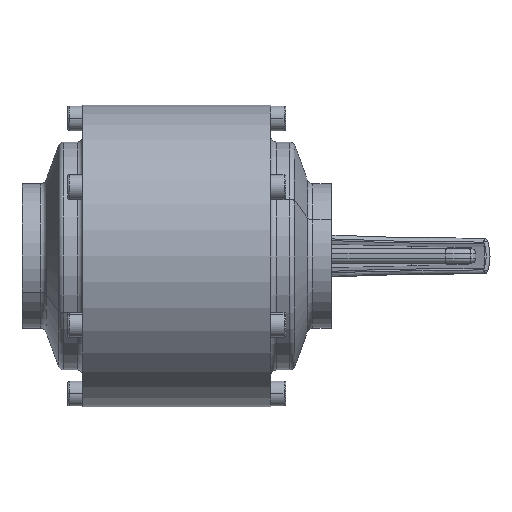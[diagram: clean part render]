
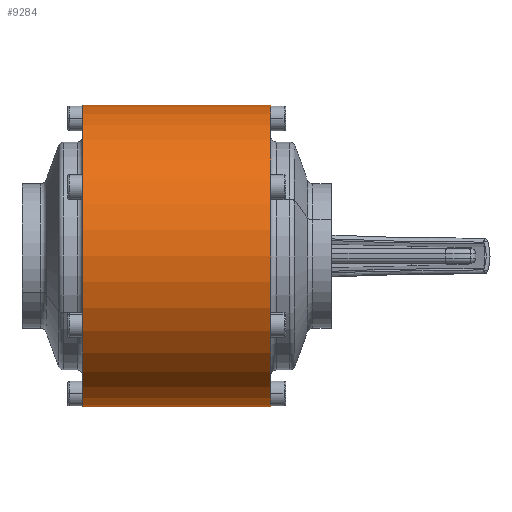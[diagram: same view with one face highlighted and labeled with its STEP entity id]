
A CAD part, front view. The second image highlights one B-rep face of the part: STEP entity #9284.
In plain terms, the highlighted cylindrical face has radius 79.5 mm (diameter 159 mm), a partial arc.
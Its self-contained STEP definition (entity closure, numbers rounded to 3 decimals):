
#265 = LINE ( 'NONE', #17733, #19483 ) ;
#819 = CARTESIAN_POINT ( 'NONE',  ( -49.5, 0., 79.5 ) ) ;
#1519 = EDGE_CURVE ( 'NONE', #11822, #13213, #12486, .T. ) ;
#2045 = ORIENTED_EDGE ( 'NONE', *, *, #10567, .F. ) ;
#3177 = VECTOR ( 'NONE', #9019, 1000. ) ;
#3295 = CARTESIAN_POINT ( 'NONE',  ( -49.5, 0., -79.5 ) ) ;
#3491 = AXIS2_PLACEMENT_3D ( 'NONE', #18678, #18646, #18742 ) ;
#5915 = VERTEX_POINT ( 'NONE', #3295 ) ;
#7043 = EDGE_LOOP ( 'NONE', ( #14087, #12520, #16203, #2045 ) ) ;
#7723 = DIRECTION ( 'NONE',  ( 0., 0., 1. ) ) ;
#7739 = DIRECTION ( 'NONE',  ( 1., 0., 0. ) ) ;
#7741 = CARTESIAN_POINT ( 'NONE',  ( 49.5, 0., 0. ) ) ;
#8622 = CARTESIAN_POINT ( 'NONE',  ( -29.32, 0., 79.5 ) ) ;
#8731 = CARTESIAN_POINT ( 'NONE',  ( 49.5, 0., 79.5 ) ) ;
#9019 = DIRECTION ( 'NONE',  ( -1., 0., 0. ) ) ;
#9284 = ADVANCED_FACE ( 'NONE', ( #14215 ), #14280, .T. ) ;
#10055 = AXIS2_PLACEMENT_3D ( 'NONE', #13970, #16395, #12763 ) ;
#10567 = EDGE_CURVE ( 'NONE', #5915, #15288, #19139, .T. ) ;
#11822 = VERTEX_POINT ( 'NONE', #8731 ) ;
#11827 = EDGE_CURVE ( 'NONE', #11822, #15288, #18077, .T. ) ;
#11860 = DIRECTION ( 'NONE',  ( -1., 0., 0. ) ) ;
#12486 = CIRCLE ( 'NONE', #13300, 79.5 ) ;
#12520 = ORIENTED_EDGE ( 'NONE', *, *, #1519, .F. ) ;
#12763 = DIRECTION ( 'NONE',  ( 0., 0., -1. ) ) ;
#13213 = VERTEX_POINT ( 'NONE', #14485 ) ;
#13300 = AXIS2_PLACEMENT_3D ( 'NONE', #7741, #7739, #7723 ) ;
#13970 = CARTESIAN_POINT ( 'NONE',  ( -49.5, 0., 0. ) ) ;
#14087 = ORIENTED_EDGE ( 'NONE', *, *, #16827, .F. ) ;
#14215 = FACE_OUTER_BOUND ( 'NONE', #7043, .T. ) ;
#14280 = CYLINDRICAL_SURFACE ( 'NONE', #3491, 79.5 ) ;
#14485 = CARTESIAN_POINT ( 'NONE',  ( 49.5, 0., -79.5 ) ) ;
#15288 = VERTEX_POINT ( 'NONE', #819 ) ;
#16203 = ORIENTED_EDGE ( 'NONE', *, *, #11827, .T. ) ;
#16395 = DIRECTION ( 'NONE',  ( -1., 0., 0. ) ) ;
#16827 = EDGE_CURVE ( 'NONE', #13213, #5915, #265, .T. ) ;
#17733 = CARTESIAN_POINT ( 'NONE',  ( -29.32, 0., -79.5 ) ) ;
#18077 = LINE ( 'NONE', #8622, #3177 ) ;
#18646 = DIRECTION ( 'NONE',  ( -1., 0., 0. ) ) ;
#18678 = CARTESIAN_POINT ( 'NONE',  ( -29.32, 0., 0. ) ) ;
#18742 = DIRECTION ( 'NONE',  ( 0., 0., 1. ) ) ;
#19139 = CIRCLE ( 'NONE', #10055, 79.5 ) ;
#19483 = VECTOR ( 'NONE', #11860, 1000. ) ;
